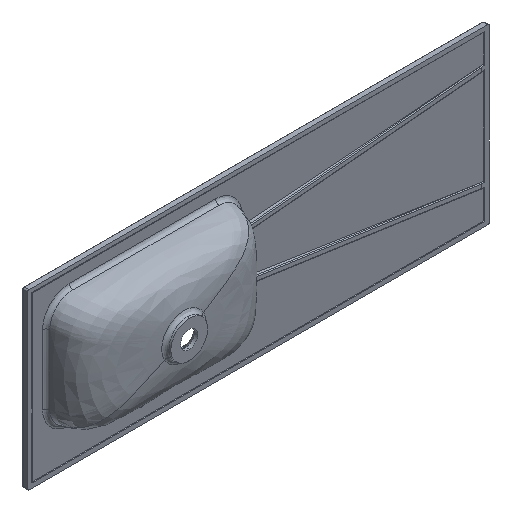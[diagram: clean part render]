
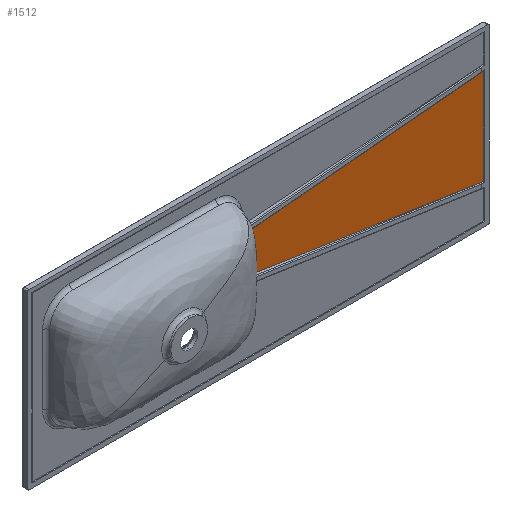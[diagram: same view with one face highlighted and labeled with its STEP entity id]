
A CAD part, isometric view. The second image highlights one B-rep face of the part: STEP entity #1512.
In plain terms, the highlighted planar face has unit normal (0, -1, 0).
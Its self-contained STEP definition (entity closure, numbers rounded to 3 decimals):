
#298 = CARTESIAN_POINT ( 'NONE',  ( 887.432, -12., -225. ) ) ;
#727 = VECTOR ( 'NONE', #7454, 1000. ) ;
#840 = DIRECTION ( 'NONE',  ( 0., 0., -1. ) ) ;
#1512 = ADVANCED_FACE ( 'NONE', ( #24911 ), #9936, .T. ) ;
#2529 = VECTOR ( 'NONE', #10230, 1000. ) ;
#2830 = ORIENTED_EDGE ( 'NONE', *, *, #15570, .F. ) ;
#3041 = DIRECTION ( 'NONE',  ( 0., -1., 0. ) ) ;
#3331 = CARTESIAN_POINT ( 'NONE',  ( 260.351, -12., 42.192 ) ) ;
#3988 = VERTEX_POINT ( 'NONE', #21298 ) ;
#7454 = DIRECTION ( 'NONE',  ( -0.997, 0., -0.077 ) ) ;
#7830 = LINE ( 'NONE', #10083, #2529 ) ;
#7972 = CARTESIAN_POINT ( 'NONE',  ( 260.21, -12., 59.583 ) ) ;
#8115 = EDGE_LOOP ( 'NONE', ( #25474, #19544, #11318, #2830 ) ) ;
#8810 = VERTEX_POINT ( 'NONE', #24584 ) ;
#9936 = PLANE ( 'NONE',  #23497 ) ;
#10083 = CARTESIAN_POINT ( 'NONE',  ( 248., -12., -25.524 ) ) ;
#10230 = DIRECTION ( 'NONE',  ( 0.988, 0., -0.153 ) ) ;
#10455 = EDGE_CURVE ( 'NONE', #8810, #3988, #11266, .T. ) ;
#11189 = LINE ( 'NONE', #298, #18787 ) ;
#11266 = B_SPLINE_CURVE_WITH_KNOTS ( 'NONE', 3,
 ( #22666, #7972, #3331, #11950, #16298, #20560 ),
 .UNSPECIFIED., .F., .F.,
 ( 4, 2, 4 ),
 ( 0., 0.052, 0.104 ),
 .UNSPECIFIED. ) ;
#11318 = ORIENTED_EDGE ( 'NONE', *, *, #14257, .T. ) ;
#11950 = CARTESIAN_POINT ( 'NONE',  ( 260.349, -12., 7.407 ) ) ;
#12092 = DIRECTION ( 'NONE',  ( 0., 0., -1. ) ) ;
#13907 = CARTESIAN_POINT ( 'NONE',  ( 887.432, -12., -124.344 ) ) ;
#14257 = EDGE_CURVE ( 'NONE', #3988, #23655, #7830, .T. ) ;
#15570 = EDGE_CURVE ( 'NONE', #16543, #23655, #11189, .T. ) ;
#16297 = CARTESIAN_POINT ( 'NONE',  ( 0., -12., 0. ) ) ;
#16298 = CARTESIAN_POINT ( 'NONE',  ( 260.206, -12., -9.984 ) ) ;
#16543 = VERTEX_POINT ( 'NONE', #17306 ) ;
#17306 = CARTESIAN_POINT ( 'NONE',  ( 887.432, -12., 125.458 ) ) ;
#18179 = LINE ( 'NONE', #26784, #727 ) ;
#18787 = VECTOR ( 'NONE', #840, 1000. ) ;
#19544 = ORIENTED_EDGE ( 'NONE', *, *, #10455, .T. ) ;
#20560 = CARTESIAN_POINT ( 'NONE',  ( 259.979, -12., -27.375 ) ) ;
#21298 = CARTESIAN_POINT ( 'NONE',  ( 259.979, -12., -27.375 ) ) ;
#22154 = EDGE_CURVE ( 'NONE', #16543, #8810, #18179, .T. ) ;
#22666 = CARTESIAN_POINT ( 'NONE',  ( 259.984, -12., 76.974 ) ) ;
#23497 = AXIS2_PLACEMENT_3D ( 'NONE', #16297, #3041, #12092 ) ;
#23655 = VERTEX_POINT ( 'NONE', #13907 ) ;
#24584 = CARTESIAN_POINT ( 'NONE',  ( 259.984, -12., 76.974 ) ) ;
#24911 = FACE_OUTER_BOUND ( 'NONE', #8115, .T. ) ;
#25474 = ORIENTED_EDGE ( 'NONE', *, *, #22154, .T. ) ;
#26784 = CARTESIAN_POINT ( 'NONE',  ( 895.068, -12., 126.048 ) ) ;
